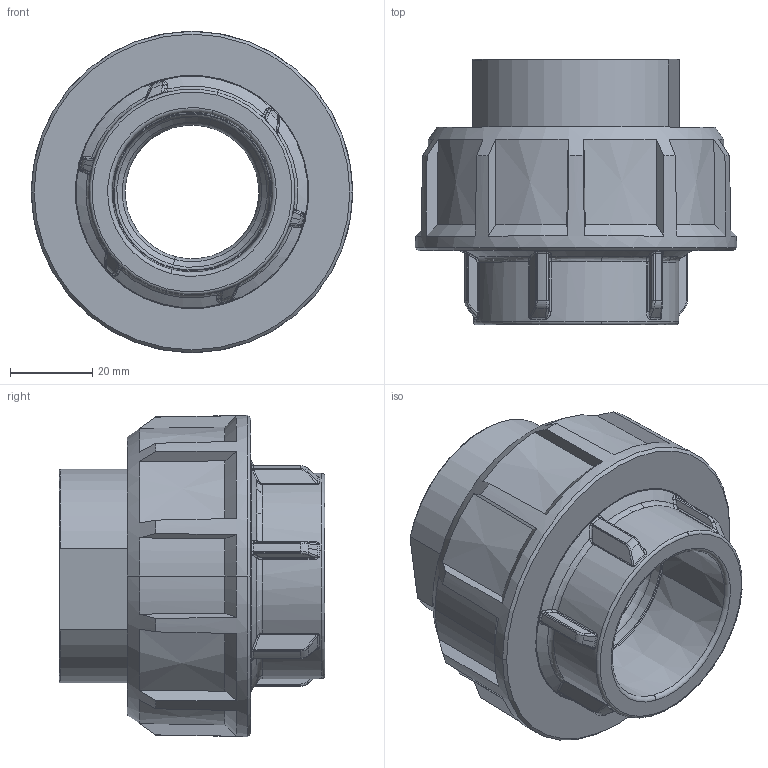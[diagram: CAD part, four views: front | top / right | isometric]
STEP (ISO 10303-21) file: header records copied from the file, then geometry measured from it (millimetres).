
FILE_DESCRIPTION(('STEP AP214'),'1');
FILE_NAME('bifxm040114f.stp','2018-02-12T14:31:47',('TraceParts'),('TraceParts S.A.'),'Spatial InterOp 3D',' ',' ');
FILE_SCHEMA(('automotive_design'));
Length unit declared in the file: millimetre
Products named in the file (3): bifxm040114f_1; bifxm040114f_2; bifxm040114f_3
Bounding box: 78.08 x 64.5 x 78.08 mm (x, y, z)
Volume: 122524.5 mm3; surface area: 43934 mm2
Topology: 3 solids, 3 shells, 299 faces, 742 edges, 456 vertices
Faces by surface type: cylinder 78, bspline 72, cone 52, torus 50, plane 47
Entity records: 13104 total; most frequent: CARTESIAN_POINT 3964, ORIENTED_EDGE 1484, DIRECTION 1336, EDGE_CURVE 742, AXIS2_PLACEMENT_3D 604, VERTEX_POINT 456, CIRCLE 374, EDGE_LOOP 312
